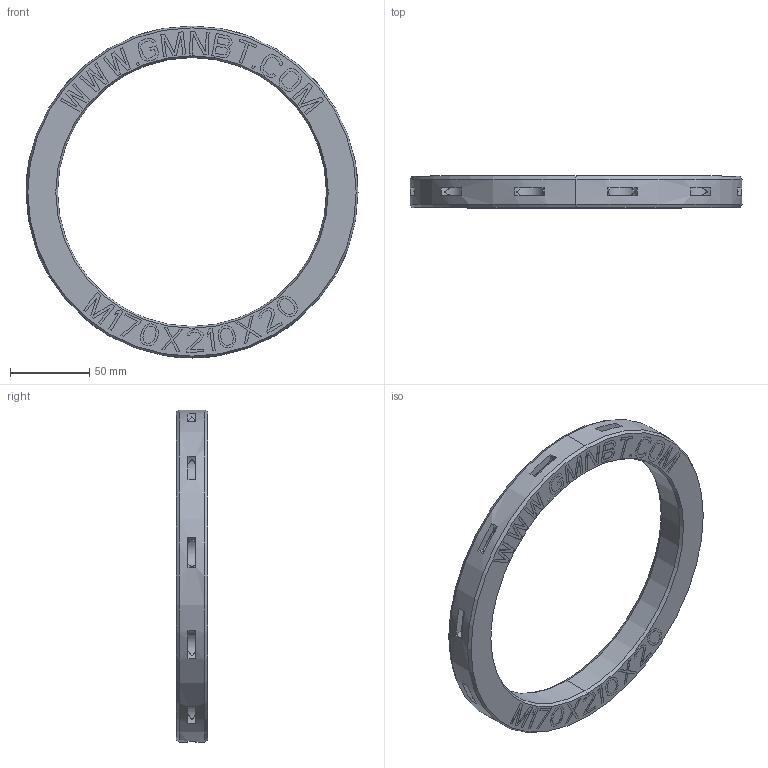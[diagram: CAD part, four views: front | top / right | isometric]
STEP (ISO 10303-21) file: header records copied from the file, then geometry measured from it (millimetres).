
FILE_DESCRIPTION((''),'2;1');
FILE_NAME('M170X210X20_PRT','2014-11-17T',('sales 4'),(''),'PRO/ENGINEER BY PARAMETRIC TECHNOLOGY CORPORATION, 2013150','PRO/ENGINEER BY PARAMETRIC TECHNOLOGY CORPORATION, 2013150','');
FILE_SCHEMA(('AUTOMOTIVE_DESIGN { 1 0 10303 214 1 1 1 1 }'));
Length unit declared in the file: millimetre
Products named in the file (1): M170X210X20_PRT
Bounding box: 210 x 20.08 x 210 mm (x, y, z)
Volume: 225227.4 mm3; surface area: 78961.6 mm2
Topology: 1 solids, 1 shells, 711 faces, 2005 edges, 1314 vertices
Faces by surface type: plane 580, torus 50, cylinder 41, cone 40
Entity records: 32101 total; most frequent: CARTESIAN_POINT 4604, ORIENTED_EDGE 4010, DIRECTION 3585, PRESENTATION_STYLE_ASSIGNMENT 2253, STYLED_ITEM 2006, CURVE_STYLE 2005, EDGE_CURVE 2005, VECTOR 1583
